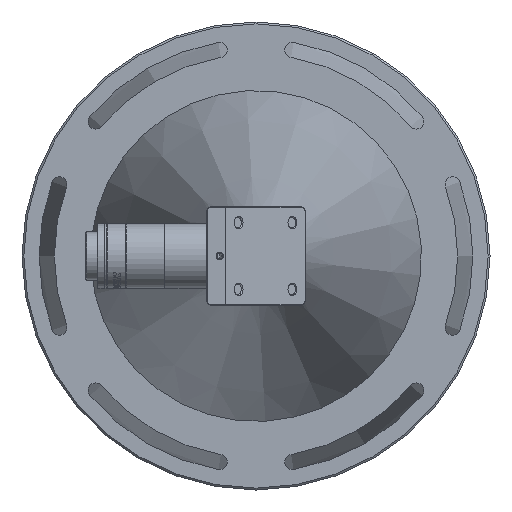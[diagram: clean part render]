
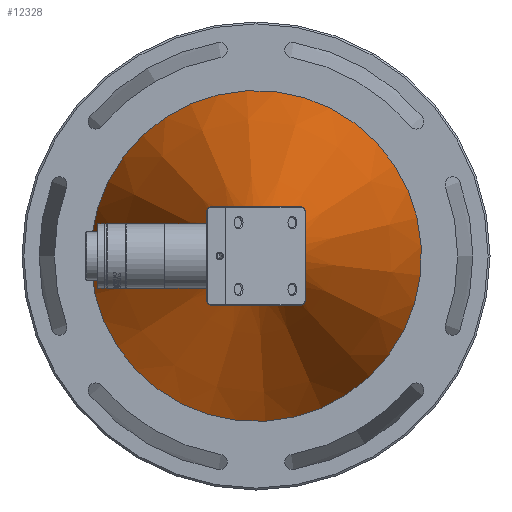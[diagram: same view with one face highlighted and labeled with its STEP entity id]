
A CAD part, left-side view. The second image highlights one B-rep face of the part: STEP entity #12328.
In plain terms, the highlighted conical face has half-angle 17 degrees and reference radius 87 mm.
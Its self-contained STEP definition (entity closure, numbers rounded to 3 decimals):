
#1065 = VERTEX_POINT ( 'NONE', #7657 ) ;
#1332 = CONICAL_SURFACE ( 'NONE', #2650, 87., 0.297 ) ;
#2010 = DIRECTION ( 'NONE',  ( 0., 0.395, 0.919 ) ) ;
#2306 = VERTEX_POINT ( 'NONE', #3420 ) ;
#2650 = AXIS2_PLACEMENT_3D ( 'NONE', #4798, #7240, #2010 ) ;
#3420 = CARTESIAN_POINT ( 'NONE',  ( -446.124, 10.264, 23.888 ) ) ;
#3481 = AXIS2_PLACEMENT_3D ( 'NONE', #4293, #10715, #5222 ) ;
#4293 = CARTESIAN_POINT ( 'NONE',  ( -246.602, 0., 0. ) ) ;
#4798 = CARTESIAN_POINT ( 'NONE',  ( -246.602, 0., 0. ) ) ;
#5222 = DIRECTION ( 'NONE',  ( 0., 0.395, 0.919 ) ) ;
#6129 = FACE_BOUND ( 'NONE', #6642, .T. ) ;
#6146 = CIRCLE ( 'NONE', #3481, 87. ) ;
#6642 = EDGE_LOOP ( 'NONE', ( #12469 ) ) ;
#6795 = CIRCLE ( 'NONE', #8327, 26. ) ;
#7240 = DIRECTION ( 'NONE',  ( 1., 0., 0. ) ) ;
#7657 = CARTESIAN_POINT ( 'NONE',  ( -246.602, 34.343, 79.935 ) ) ;
#8327 = AXIS2_PLACEMENT_3D ( 'NONE', #9398, #12559, #9330 ) ;
#8998 = EDGE_LOOP ( 'NONE', ( #10486 ) ) ;
#9330 = DIRECTION ( 'NONE',  ( 0., 0.395, 0.919 ) ) ;
#9398 = CARTESIAN_POINT ( 'NONE',  ( -446.124, 0., 0. ) ) ;
#10486 = ORIENTED_EDGE ( 'NONE', *, *, #11369, .F. ) ;
#10715 = DIRECTION ( 'NONE',  ( 1., 0., 0. ) ) ;
#10899 = EDGE_CURVE ( 'NONE', #2306, #2306, #6795, .T. ) ;
#11337 = FACE_OUTER_BOUND ( 'NONE', #8998, .T. ) ;
#11369 = EDGE_CURVE ( 'NONE', #1065, #1065, #6146, .T. ) ;
#12328 = ADVANCED_FACE ( 'NONE', ( #6129, #11337 ), #1332, .T. ) ;
#12469 = ORIENTED_EDGE ( 'NONE', *, *, #10899, .T. ) ;
#12559 = DIRECTION ( 'NONE',  ( 1., 0., 0. ) ) ;
